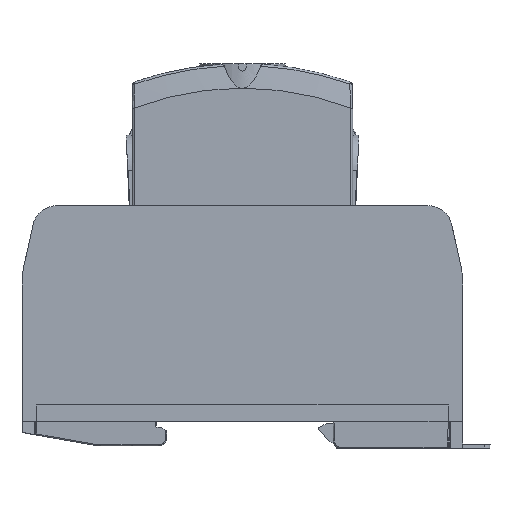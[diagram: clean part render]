
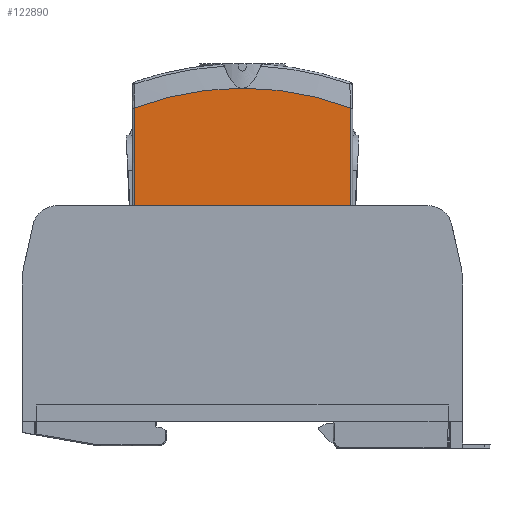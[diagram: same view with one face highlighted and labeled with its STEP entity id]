
A CAD part, top view. The second image highlights one B-rep face of the part: STEP entity #122890.
In plain terms, the highlighted face is planar.
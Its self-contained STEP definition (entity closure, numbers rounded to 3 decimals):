
#122400=CARTESIAN_POINT('',(23.75,1.449,0.))
;
#122410=DIRECTION('',(-0.,0.,1.));
#122420=DIRECTION('',(0.,-1.,0.));
#122430=AXIS2_PLACEMENT_3D('',#122400,#122410,#122420);
#122440=PLANE('',#122430);
#122450=CARTESIAN_POINT('',(1.75,0.,0.));
#122460=DIRECTION('',(0.,1.,0.));
#122470=VECTOR('',#122460,1.);
#122480=LINE('',#122450,#122470);
#122490=CARTESIAN_POINT('',(1.75,-3.253,
0.));
#122500=VERTEX_POINT('',#122490);
#122510=CARTESIAN_POINT('',(1.75,16.698,
0.));
#122520=VERTEX_POINT('',#122510);
#122530=EDGE_CURVE('',#122500,#122520,#122480,.T.);
#122540=ORIENTED_EDGE('',*,*,#122530,.T.);
#122550=CARTESIAN_POINT('',(23.75,54.479,0.));
#122560=DIRECTION('',(0.,0.,1.));
#122570=DIRECTION('',(1.,0.,0.));
#122580=AXIS2_PLACEMENT_3D('',#122550,#122560,#122570);
#122590=CIRCLE('',#122580,61.781);
#122600=CARTESIAN_POINT('',(23.75,-7.302,0.)
);
#122610=VERTEX_POINT('',#122600);
#122620=EDGE_CURVE('',#122500,#122610,#122590,.T.);
#122630=ORIENTED_EDGE('',*,*,#122620,.F.);
#122640=CARTESIAN_POINT('',(23.75,54.479,0.));
#122650=DIRECTION('',(0.,0.,1.));
#122660=DIRECTION('',(1.,0.,0.));
#122670=AXIS2_PLACEMENT_3D('',#122640,#122650,#122660);
#122680=CIRCLE('',#122670,61.781);
#122690=CARTESIAN_POINT('',(45.75,-3.253,
0.));
#122700=VERTEX_POINT('',#122690);
#122710=EDGE_CURVE('',#122610,#122700,#122680,.T.);
#122720=ORIENTED_EDGE('',*,*,#122710,.F.);
#122730=CARTESIAN_POINT('',(45.75,0.,0.));
#122740=DIRECTION('',(0.,-1.,0.));
#122750=VECTOR('',#122740,1.);
#122760=LINE('',#122730,#122750);
#122770=CARTESIAN_POINT('',(45.75,16.698,
0.));
#122780=VERTEX_POINT('',#122770);
#122790=EDGE_CURVE('',#122780,#122700,#122760,.T.);
#122800=ORIENTED_EDGE('',*,*,#122790,.T.);
#122810=CARTESIAN_POINT('',(0.,16.698,0.));
#122820=DIRECTION('',(1.,0.,0.));
#122830=VECTOR('',#122820,1.);
#122840=LINE('',#122810,#122830);
#122850=EDGE_CURVE('',#122520,#122780,#122840,.T.);
#122860=ORIENTED_EDGE('',*,*,#122850,.T.);
#122870=EDGE_LOOP('',(#122860,#122800,#122720,#122630,#122540));
#122880=FACE_OUTER_BOUND('',#122870,.T.);
#122890=ADVANCED_FACE('',(#122880),#122440,.F.);
